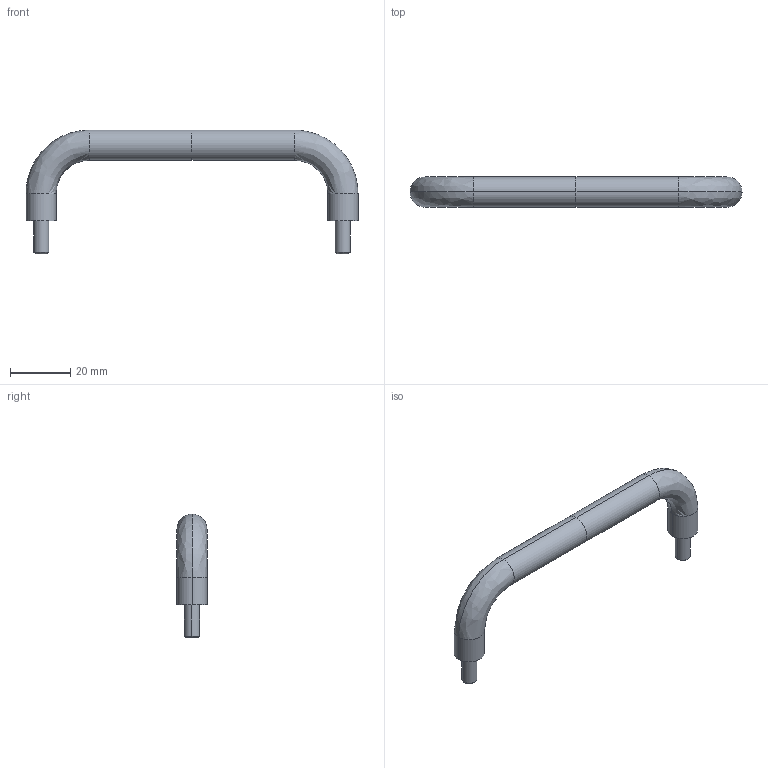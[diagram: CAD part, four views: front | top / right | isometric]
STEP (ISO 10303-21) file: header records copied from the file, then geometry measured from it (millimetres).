
FILE_DESCRIPTION( (''), '2;1');
FILE_NAME ('PC50.1864.THA_31SUS_7_NEJI_3733.stp','2021-09-06T11:37:02',(''),(''),'spGate 17.5.2','','');
FILE_SCHEMA (('AUTOMOTIVE_DESIGN'));
Length unit declared in the file: millimetre
Bounding box: 110 x 10.01 x 41 mm (x, y, z)
Volume: 11130.4 mm3; surface area: 4773.6 mm2
Topology: 1 solids, 1 shells, 24 faces, 46 edges, 26 vertices
Faces by surface type: cylinder 12, bspline 8, plane 4
Entity records: 1219 total; most frequent: CARTESIAN_POINT 356, ORIENTED_EDGE 92, DIRECTION 88, COLOUR_RGB 71, PRESENTATION_STYLE_ASSIGNMENT 71, STYLED_ITEM 71, EDGE_CURVE 46, DRAUGHTING_PRE_DEFINED_CURVE_FONT 46
